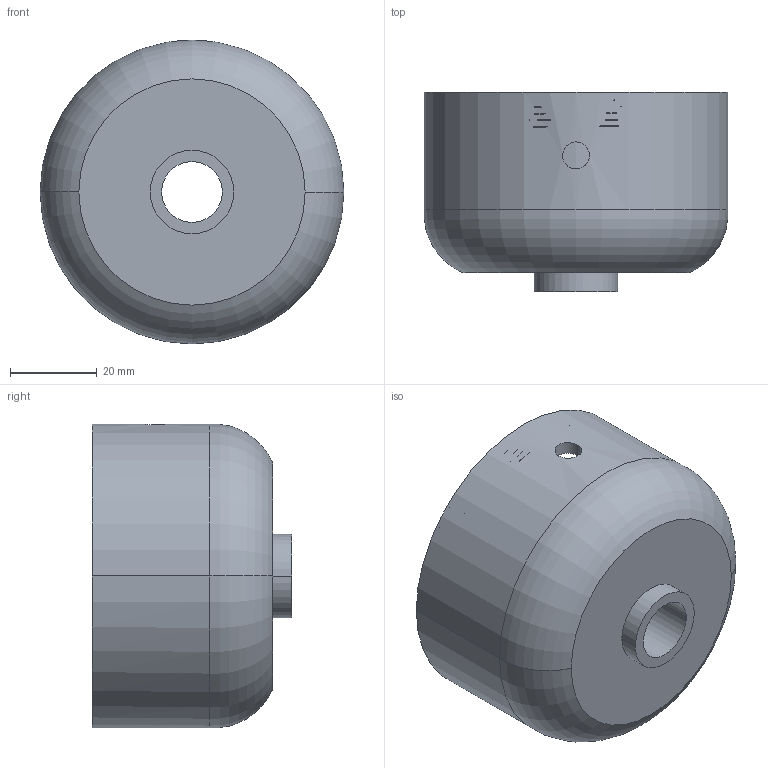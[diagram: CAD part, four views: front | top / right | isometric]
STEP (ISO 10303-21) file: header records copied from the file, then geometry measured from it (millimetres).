
FILE_DESCRIPTION (( 'STEP AP214' ), '1' );
FILE_NAME ('Íèæíÿÿ êðûøêà.STEP', '2022-05-04T17:56:20', ( '' ), ( '' ), 'SwSTEP 2.0', 'SolidWorks 2021', '' );
FILE_SCHEMA (( 'AUTOMOTIVE_DESIGN' ));
Length unit declared in the file: millimetre
Products named in the file (1): Íèæíÿÿ êðûøêà
Bounding box: 70 x 46 x 70 mm (x, y, z)
Volume: 41898.9 mm3; surface area: 33381.8 mm2
Topology: 1 solids, 1 shells, 127 faces, 328 edges, 204 vertices
Faces by surface type: cylinder 56, plane 46, torus 16, bspline 9
Entity records: 7347 total; most frequent: CARTESIAN_POINT 4245, DIRECTION 657, ORIENTED_EDGE 656, EDGE_CURVE 328, AXIS2_PLACEMENT_3D 267, VERTEX_POINT 204, CIRCLE 148, EDGE_LOOP 144
